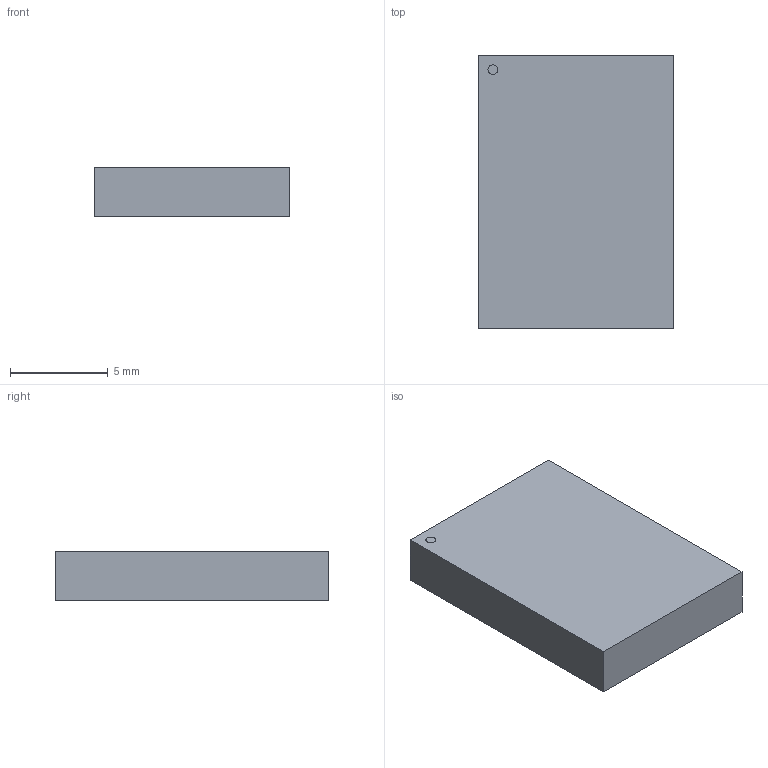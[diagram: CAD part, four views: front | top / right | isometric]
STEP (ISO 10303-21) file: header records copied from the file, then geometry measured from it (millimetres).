
FILE_DESCRIPTION (( 'STEP AP214' ), '1' );
FILE_NAME ('43210.STEP', '2023-04-03T18:37:08', ( '' ), ( '' ), 'SwSTEP 2.0', 'SolidWorks 2021', '' );
FILE_SCHEMA (( 'AUTOMOTIVE_DESIGN' ));
Length unit declared in the file: millimetre
Products named in the file (1): 43210
Bounding box: 10 x 14 x 2.53 mm (x, y, z)
Volume: 353.1 mm3; surface area: 403.3 mm2
Topology: 1 solids, 1 shells, 548 faces, 1312 edges, 875 vertices
Faces by surface type: plane 548
Entity records: 15656 total; most frequent: CARTESIAN_POINT 2736, ORIENTED_EDGE 2624, DIRECTION 2411, EDGE_CURVE 1312, LINE 1311, VECTOR 1311, VERTEX_POINT 875, EDGE_LOOP 657
